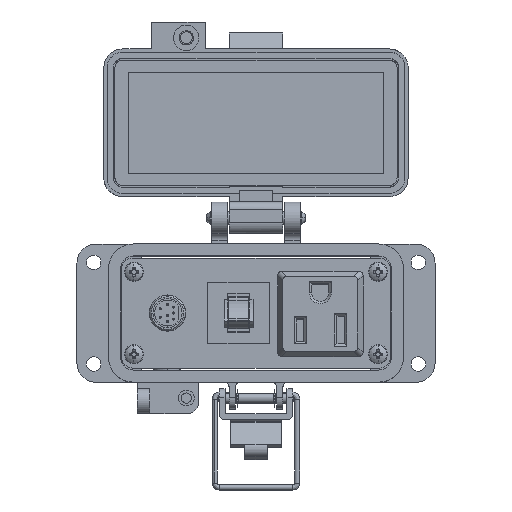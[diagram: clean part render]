
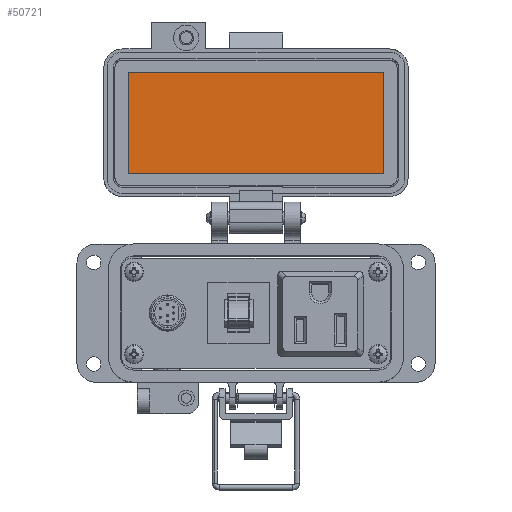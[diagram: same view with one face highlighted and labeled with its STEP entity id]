
A CAD part, top view. The second image highlights one B-rep face of the part: STEP entity #50721.
In plain terms, the highlighted planar face has unit normal (0, 0, 1).
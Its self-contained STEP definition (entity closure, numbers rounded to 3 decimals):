
#2085 = CARTESIAN_POINT ( 'NONE',  ( -8.5, 67.154, -25.55 ) ) ;
#2606 = VERTEX_POINT ( 'NONE', #58446 ) ;
#6369 = EDGE_LOOP ( 'NONE', ( #43690, #12514, #48825, #39740 ) ) ;
#12354 = VECTOR ( 'NONE', #33120, 1000. ) ;
#12514 = ORIENTED_EDGE ( 'NONE', *, *, #26169, .F. ) ;
#15607 = CARTESIAN_POINT ( 'NONE',  ( -40.25, 83.154, -25.55 ) ) ;
#16448 = VERTEX_POINT ( 'NONE', #49522 ) ;
#17018 = LINE ( 'NONE', #22339, #45917 ) ;
#17761 = DIRECTION ( 'NONE',  ( 0., 0., 1. ) ) ;
#20683 = CARTESIAN_POINT ( 'NONE',  ( -40.25, 67.154, -25.55 ) ) ;
#22339 = CARTESIAN_POINT ( 'NONE',  ( -8.5, 83.154, -25.55 ) ) ;
#24396 = EDGE_CURVE ( 'NONE', #2606, #63071, #44454, .T. ) ;
#26169 = EDGE_CURVE ( 'NONE', #63071, #56082, #51047, .T. ) ;
#28413 = PLANE ( 'NONE',  #41618 ) ;
#30454 = CARTESIAN_POINT ( 'NONE',  ( -40.25, 51.154, -25.55 ) ) ;
#31639 = VECTOR ( 'NONE', #61337, 1000. ) ;
#31818 = CARTESIAN_POINT ( 'NONE',  ( 40.25, 67.154, -25.55 ) ) ;
#33120 = DIRECTION ( 'NONE',  ( -1., 0., 0. ) ) ;
#34304 = EDGE_CURVE ( 'NONE', #16448, #2606, #51857, .T. ) ;
#36191 = EDGE_CURVE ( 'NONE', #56082, #16448, #17018, .T. ) ;
#38084 = DIRECTION ( 'NONE',  ( 0., -1., 0. ) ) ;
#39740 = ORIENTED_EDGE ( 'NONE', *, *, #34304, .F. ) ;
#41618 = AXIS2_PLACEMENT_3D ( 'NONE', #2085, #17761, #38084 ) ;
#42688 = DIRECTION ( 'NONE',  ( 1., 0., 0. ) ) ;
#43690 = ORIENTED_EDGE ( 'NONE', *, *, #36191, .F. ) ;
#44130 = CARTESIAN_POINT ( 'NONE',  ( 42., 51.154, -25.55 ) ) ;
#44454 = LINE ( 'NONE', #44130, #12354 ) ;
#45917 = VECTOR ( 'NONE', #42688, 1000. ) ;
#48825 = ORIENTED_EDGE ( 'NONE', *, *, #24396, .F. ) ;
#49522 = CARTESIAN_POINT ( 'NONE',  ( 40.25, 83.154, -25.55 ) ) ;
#50721 = ADVANCED_FACE ( 'NONE', ( #63422 ), #28413, .T. ) ;
#51047 = LINE ( 'NONE', #20683, #31639 ) ;
#51857 = LINE ( 'NONE', #31818, #63837 ) ;
#56082 = VERTEX_POINT ( 'NONE', #15607 ) ;
#58446 = CARTESIAN_POINT ( 'NONE',  ( 40.25, 51.154, -25.55 ) ) ;
#61337 = DIRECTION ( 'NONE',  ( 0., 1., 0. ) ) ;
#63071 = VERTEX_POINT ( 'NONE', #30454 ) ;
#63422 = FACE_OUTER_BOUND ( 'NONE', #6369, .T. ) ;
#63837 = VECTOR ( 'NONE', #64801, 1000. ) ;
#64801 = DIRECTION ( 'NONE',  ( 0., -1., 0. ) ) ;
